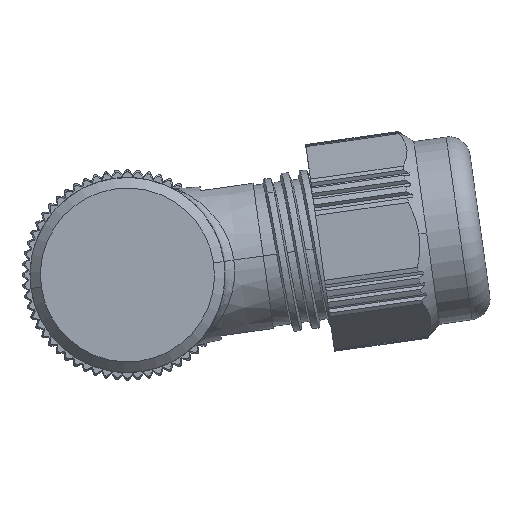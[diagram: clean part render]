
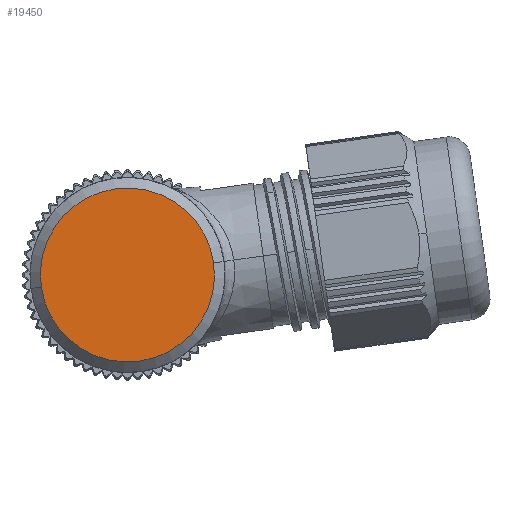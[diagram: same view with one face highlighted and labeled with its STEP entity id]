
A CAD part, front view. The second image highlights one B-rep face of the part: STEP entity #19450.
In plain terms, the highlighted planar face has unit normal (0, -1, 0).
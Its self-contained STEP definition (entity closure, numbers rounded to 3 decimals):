
#1113=CARTESIAN_POINT('',(0.,-33.85,0.));
#1114=DIRECTION('',(0.,1.,0.));
#1115=DIRECTION('',(-0.99,0.,-0.139));
#1116=AXIS2_PLACEMENT_3D('',#1113,#1114,#1115);
#1118=CARTESIAN_POINT('',(0.,-33.85,0.));
#1119=DIRECTION('',(0.,1.,0.));
#1120=DIRECTION('',(-0.139,0.,0.99));
#1121=AXIS2_PLACEMENT_3D('',#1118,#1119,#1120);
#1123=CARTESIAN_POINT('',(0.,-33.85,0.));
#1124=DIRECTION('',(0.,1.,0.));
#1125=DIRECTION('',(0.99,0.,0.139));
#1126=AXIS2_PLACEMENT_3D('',#1123,#1124,#1125);
#1128=CARTESIAN_POINT('',(0.,-33.85,0.));
#1129=DIRECTION('',(0.,1.,0.));
#1130=DIRECTION('',(0.139,0.,-0.99));
#1131=AXIS2_PLACEMENT_3D('',#1128,#1129,#1130);
#15202=CARTESIAN_POINT('',(1.148,-33.85,-8.17));
#15203=CARTESIAN_POINT('',(-8.17,-33.85,-1.148));
#15204=VERTEX_POINT('',#15202);
#15205=VERTEX_POINT('',#15203);
#15206=CARTESIAN_POINT('',(8.17,-33.85,1.148));
#15207=VERTEX_POINT('',#15206);
#15208=CARTESIAN_POINT('',(-1.148,-33.85,8.17));
#15209=VERTEX_POINT('',#15208);
#19437=CARTESIAN_POINT('',(0.,-33.85,0.));
#19438=DIRECTION('',(0.,-1.,0.));
#19439=DIRECTION('',(-0.99,0.,-0.139));
#19440=AXIS2_PLACEMENT_3D('',#19437,#19438,#19439);
#19441=PLANE('',#19440);
#19443=ORIENTED_EDGE('',*,*,#19442,.T.);
#19445=ORIENTED_EDGE('',*,*,#19444,.T.);
#19446=ORIENTED_EDGE('',*,*,#19426,.T.);
#19447=ORIENTED_EDGE('',*,*,#19424,.T.);
#19448=EDGE_LOOP('',(#19443,#19445,#19446,#19447));
#19449=FACE_OUTER_BOUND('',#19448,.F.);
#19450=ADVANCED_FACE('',(#19449),#19441,.T.);
#1117=CIRCLE('',#1116,8.25);
#1122=CIRCLE('',#1121,8.25);
#1127=CIRCLE('',#1126,8.25);
#1132=CIRCLE('',#1131,8.25);
#19424=EDGE_CURVE('',#15204,#15205,#1132,.T.);
#19426=EDGE_CURVE('',#15207,#15204,#1127,.T.);
#19442=EDGE_CURVE('',#15205,#15209,#1117,.T.);
#19444=EDGE_CURVE('',#15209,#15207,#1122,.T.);
